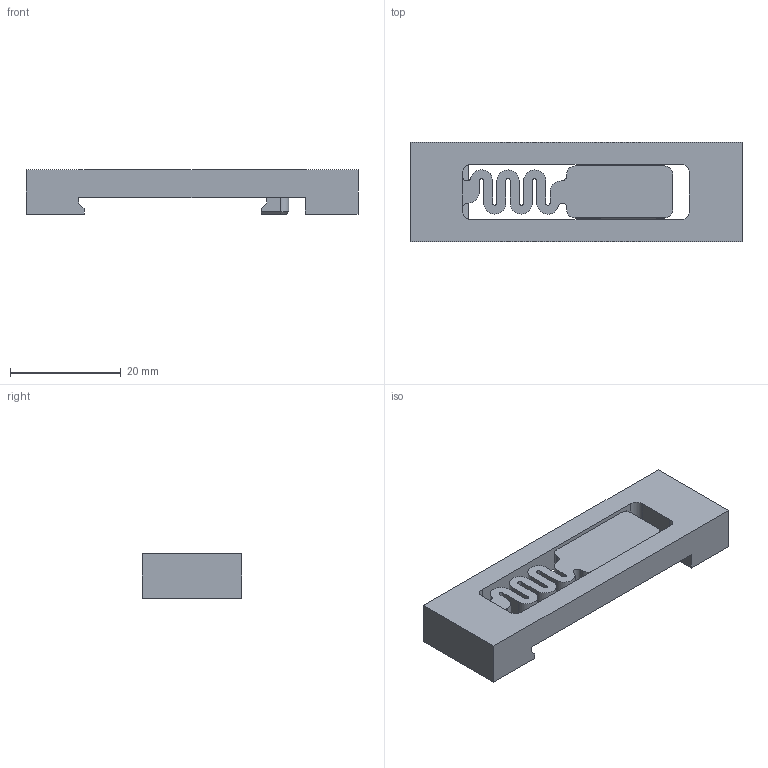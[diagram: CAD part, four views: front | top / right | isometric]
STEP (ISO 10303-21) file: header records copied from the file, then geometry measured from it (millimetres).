
FILE_DESCRIPTION(('FreeCAD Model'),'2;1');
FILE_NAME('Open CASCADE Shape Model','2023-11-25T22:49:17',(''),(''), 'Open CASCADE STEP processor 7.7','FreeCAD','Unknown');
FILE_SCHEMA(('AUTOMOTIVE_DESIGN { 1 0 10303 214 1 1 1 1 }'));
Length unit declared in the file: millimetre
Products named in the file (2): unibody-simple; unibody-simple-body
Assembly tree (1 placements, depth 2):
  unibody-simple
    unibody-simple-body
Bounding box: 60 x 18 x 8 mm (x, y, z)
Volume: 5654 mm3; surface area: 4259.1 mm2
Topology: 1 solids, 1 shells, 97 faces, 263 edges, 172 vertices
Faces by surface type: plane 63, cylinder 26, cone 6, bspline 2
Entity records: 3139 total; most frequent: CARTESIAN_POINT 610, ORIENTED_EDGE 526, DIRECTION 511, EDGE_CURVE 263, LINE 197, VECTOR 197, VERTEX_POINT 172, AXIS2_PLACEMENT_3D 157
